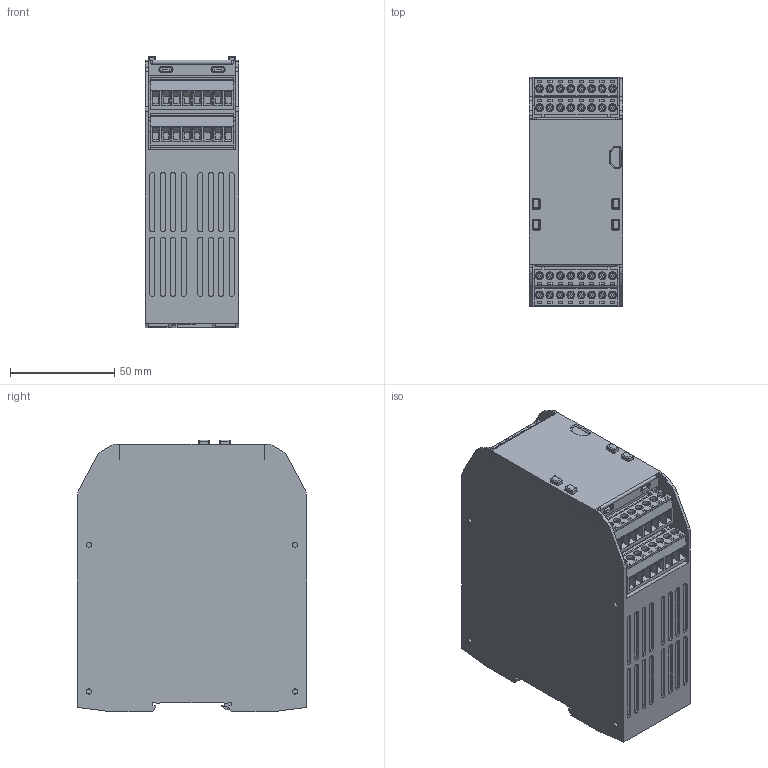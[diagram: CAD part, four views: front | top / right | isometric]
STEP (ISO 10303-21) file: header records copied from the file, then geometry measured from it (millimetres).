
FILE_DESCRIPTION((''),'2;1');
FILE_NAME('174019_SM01_ASM','2022-04-20T12:30:01',('PDMAdmin'),('BANNER ENGINEERING'),'CREO PARAMETRIC BY PTC INC, 2019292','CREO PARAMETRIC BY PTC INC, 2019292','');
FILE_SCHEMA(('CONFIG_CONTROL_DESIGN'));
Products named in the file (2): 174019_EP01; 174019_SM01_ASM
Assembly tree (1 placements, depth 2):
  174019_SM01_ASM
    174019_EP01
Bounding box: 45 x 110.1 x 130.42 mm (x, y, z)
Volume: 577355.4 mm3; surface area: 75629.5 mm2
Topology: 1 solids, 1 shells, 2970 faces, 7855 edges, 5068 vertices
Faces by surface type: plane 2249, cylinder 509, torus 120, cone 72, sphere 20
Entity records: 93972 total; most frequent: CARTESIAN_POINT 19766, ORIENTED_EDGE 15702, DIRECTION 14879, EDGE_CURVE 7851, VECTOR 5993, LINE 5993, VERTEX_POINT 5068, AXIS2_PLACEMENT_3D 4443
